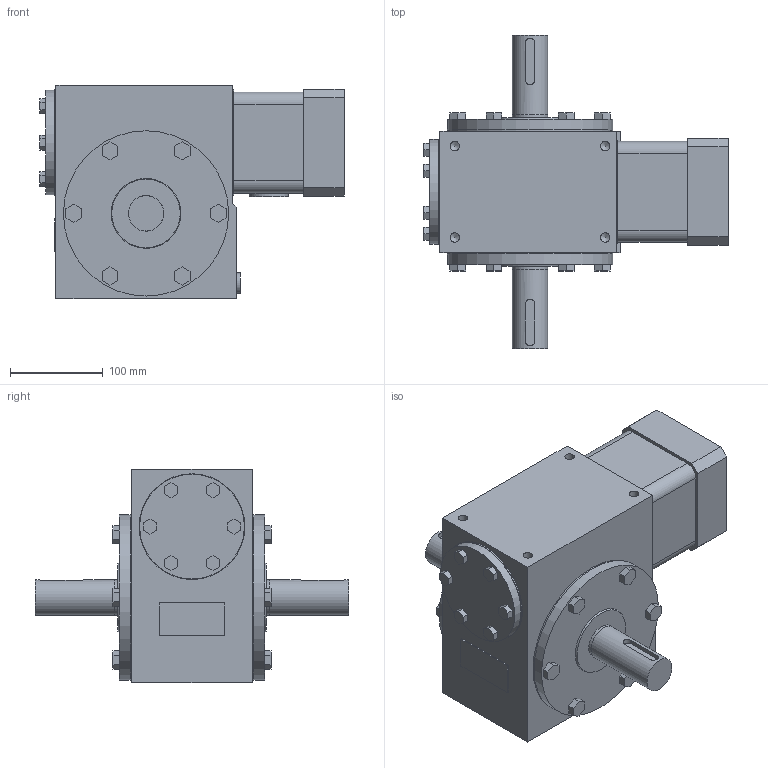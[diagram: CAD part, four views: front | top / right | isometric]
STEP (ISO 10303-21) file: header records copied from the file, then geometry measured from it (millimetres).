
FILE_DESCRIPTION(/* description */ ('Unknown'),/* implementation_level */ '2;1');
FILE_NAME(/* name */ 'RG30120.SKDE03DJMDP-',/* time_stamp */ '2024-09-13T14:33:23-04:00',/* author */ ('Unknown'),/* organization */ ('Unknown'),/* preprocessor_version */ 'ST-DEVELOPER v19.4',/* originating_system */ 'Solid Edge',/* authorisation */ 'Unknown');
FILE_SCHEMA (('AUTOMOTIVE_DESIGN {1 0 10303 214 3 1 1}'));
Length unit declared in the file: millimetre
Products named in the file (7): RG30120.SKDE03DJMDP-; 30R-1-CP; 30RM-M20-CP; RG2530K-P; MP2DJMD-CP; 30RM-OUTS; 30R-WCAP
Assembly tree (7 placements, depth 2):
  RG30120.SKDE03DJMDP-
    30R-1-CP
    30RM-M20-CP
    RG2530K-P
    MP2DJMD-CP
    30RM-OUTS  x2
    30R-WCAP
Bounding box: 327.59 x 337.31 x 230.17 mm (x, y, z)
Volume: 6899551.5 mm3; surface area: 567536.1 mm2
Topology: 7 solids, 7 shells, 381 faces, 936 edges, 623 vertices
Faces by surface type: plane 269, cylinder 88, cone 24
Full cylindrical faces by diameter (mm): 0.254 x1, 6.35 x1, 6.647 x8, 10 x7, 10.106 x16, 10.795 x3, 16 x4, 17.25 x4, 21.9 x1, 23.99 x1, 38.009 x2, 38.087 x2, 80 x3, 85 x1, 90.053 x1, 110 x1, 112.776 x1, 113.792 x1, 177.8 x4
Entity records: 10687 total; most frequent: CARTESIAN_POINT 1629, DIRECTION 1478, ORIENTED_EDGE 1342, EDGE_CURVE 671, LINE 506, VECTOR 506, VERTEX_POINT 498, AXIS2_PLACEMENT_3D 486
